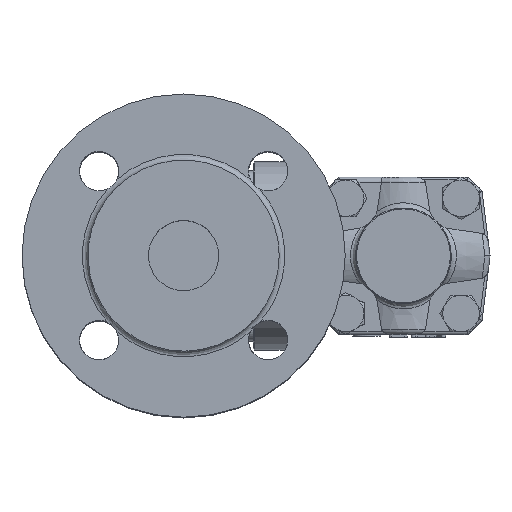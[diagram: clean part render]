
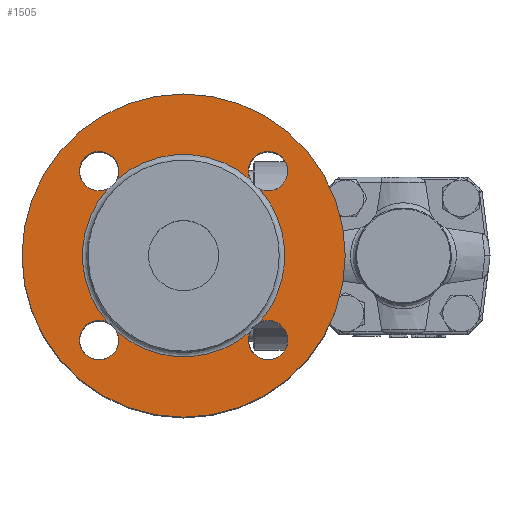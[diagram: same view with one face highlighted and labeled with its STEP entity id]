
A CAD part, top view. The second image highlights one B-rep face of the part: STEP entity #1505.
In plain terms, the highlighted planar face has unit normal (0, 0, 1).
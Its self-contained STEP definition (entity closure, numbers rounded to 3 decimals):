
#1079=CARTESIAN_POINT('',(-20.7,0.0,64.5));
#1080=VERTEX_POINT('',#1079);
#1081=CARTESIAN_POINT('',(-78.2,0.0,64.5));
#1082=DIRECTION('',(0.,0.0,1.0));
#1083=DIRECTION('',(1.0,0.0,0.));
#1084=AXIS2_PLACEMENT_3D('',#1081,#1082,#1083);
#1085=CIRCLE('',#1084,57.5);
#1086=EDGE_CURVE('',#1080,#1080,#1085,.T.);
#1147=CARTESIAN_POINT('',(-51.11,-23.71,64.5));
#1148=VERTEX_POINT('',#1147);
#1149=CARTESIAN_POINT('',(-54.49,-27.09,64.5));
#1150=VERTEX_POINT('',#1149);
#1166=CARTESIAN_POINT('',(-51.11,23.71,64.5));
#1167=VERTEX_POINT('',#1166);
#1168=CARTESIAN_POINT('',(-78.2,0.0,64.5));
#1169=DIRECTION('',(0.,0.0,1.0));
#1170=DIRECTION('',(-1.0,0.,0.));
#1171=AXIS2_PLACEMENT_3D('',#1168,#1169,#1170);
#1172=CIRCLE('',#1171,36.);
#1173=EDGE_CURVE('',#1148,#1167,#1172,.T.);
#1175=CARTESIAN_POINT('',(-54.49,27.09,64.5));
#1176=VERTEX_POINT('',#1175);
#1192=CARTESIAN_POINT('',(-101.91,27.09,64.5));
#1193=VERTEX_POINT('',#1192);
#1194=CARTESIAN_POINT('',(-78.2,0.0,64.5));
#1195=DIRECTION('',(0.,0.0,1.0));
#1196=DIRECTION('',(-1.0,0.,0.));
#1197=AXIS2_PLACEMENT_3D('',#1194,#1195,#1196);
#1198=CIRCLE('',#1197,36.);
#1199=EDGE_CURVE('',#1176,#1193,#1198,.T.);
#1201=CARTESIAN_POINT('',(-105.29,23.71,64.5));
#1202=VERTEX_POINT('',#1201);
#1218=CARTESIAN_POINT('',(-105.29,-23.71,64.5));
#1219=VERTEX_POINT('',#1218);
#1220=CARTESIAN_POINT('',(-78.2,0.0,64.5));
#1221=DIRECTION('',(0.,0.0,1.0));
#1222=DIRECTION('',(-1.0,0.,0.));
#1223=AXIS2_PLACEMENT_3D('',#1220,#1221,#1222);
#1224=CIRCLE('',#1223,36.);
#1225=EDGE_CURVE('',#1202,#1219,#1224,.T.);
#1227=CARTESIAN_POINT('',(-101.91,-27.09,64.5));
#1228=VERTEX_POINT('',#1227);
#1244=CARTESIAN_POINT('',(-78.2,0.0,64.5));
#1245=DIRECTION('',(0.,0.0,1.0));
#1246=DIRECTION('',(-1.0,0.,0.));
#1247=AXIS2_PLACEMENT_3D('',#1244,#1245,#1246);
#1248=CIRCLE('',#1247,36.);
#1249=EDGE_CURVE('',#1228,#1150,#1248,.T.);
#1294=CARTESIAN_POINT('',(-48.148,-30.052,64.5));
#1295=DIRECTION('',(0.,0.0,-1.0));
#1296=DIRECTION('',(0.0,-1.0,0.0));
#1297=AXIS2_PLACEMENT_3D('',#1294,#1295,#1296);
#1298=CIRCLE('',#1297,7.);
#1299=EDGE_CURVE('',#1148,#1150,#1298,.T.);
#1334=CARTESIAN_POINT('',(-108.252,-30.052,64.5));
#1335=DIRECTION('',(0.,0.,-1.0));
#1336=DIRECTION('',(-1.0,0.,0.));
#1337=AXIS2_PLACEMENT_3D('',#1334,#1335,#1336);
#1338=CIRCLE('',#1337,7.);
#1339=EDGE_CURVE('',#1228,#1219,#1338,.T.);
#1374=CARTESIAN_POINT('',(-108.252,30.052,64.5));
#1375=DIRECTION('',(0.,0.0,-1.0));
#1376=DIRECTION('',(0.0,1.0,0.0));
#1377=AXIS2_PLACEMENT_3D('',#1374,#1375,#1376);
#1378=CIRCLE('',#1377,7.);
#1379=EDGE_CURVE('',#1202,#1193,#1378,.T.);
#1414=CARTESIAN_POINT('',(-48.148,30.052,64.5));
#1415=DIRECTION('',(0.,0.0,-1.0));
#1416=DIRECTION('',(1.0,0.0,0.));
#1417=AXIS2_PLACEMENT_3D('',#1414,#1415,#1416);
#1418=CIRCLE('',#1417,7.);
#1419=EDGE_CURVE('',#1176,#1167,#1418,.T.);
#1487=CARTESIAN_POINT('',(-32.45,0.0,64.5));
#1488=DIRECTION('',(0.,0.0,1.0));
#1489=DIRECTION('',(1.0,0.0,0.));
#1490=AXIS2_PLACEMENT_3D('',#1487,#1488,#1489);
#1491=PLANE('',#1490);
#1492=ORIENTED_EDGE('',*,*,#1086,.T.);
#1493=EDGE_LOOP('',(#1492));
#1494=FACE_OUTER_BOUND('',#1493,.T.);
#1495=ORIENTED_EDGE('',*,*,#1249,.F.);
#1496=ORIENTED_EDGE('',*,*,#1339,.T.);
#1497=ORIENTED_EDGE('',*,*,#1225,.F.);
#1498=ORIENTED_EDGE('',*,*,#1379,.T.);
#1499=ORIENTED_EDGE('',*,*,#1199,.F.);
#1500=ORIENTED_EDGE('',*,*,#1419,.T.);
#1501=ORIENTED_EDGE('',*,*,#1173,.F.);
#1502=ORIENTED_EDGE('',*,*,#1299,.T.);
#1503=EDGE_LOOP('',(#1495,#1496,#1497,#1498,#1499,#1500,#1501,#1502));
#1504=FACE_BOUND('',#1503,.T.);
#1505=ADVANCED_FACE('',(#1494,#1504),#1491,.T.);
